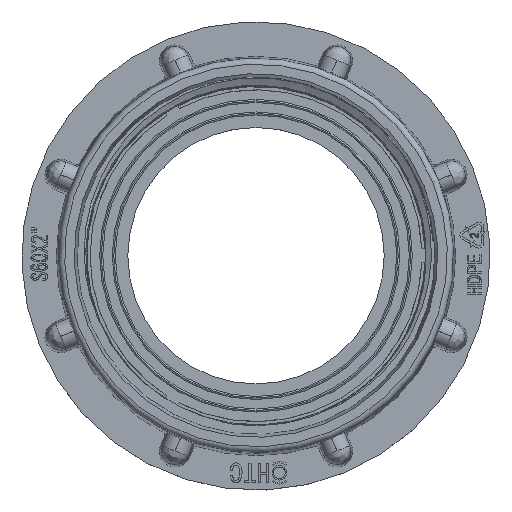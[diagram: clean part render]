
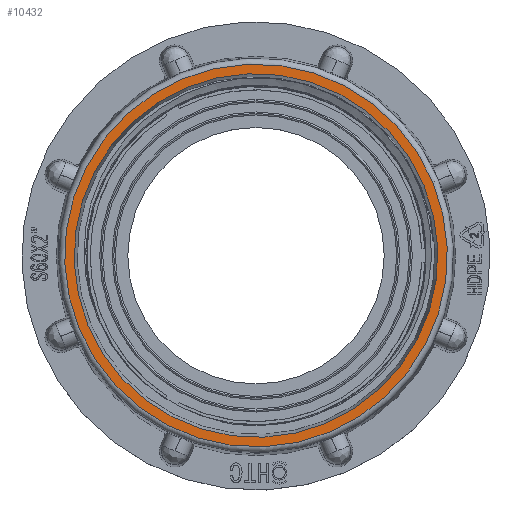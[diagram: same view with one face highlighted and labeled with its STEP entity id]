
A CAD part, top view. The second image highlights one B-rep face of the part: STEP entity #10432.
In plain terms, the highlighted planar face has unit normal (0, 0, 1).
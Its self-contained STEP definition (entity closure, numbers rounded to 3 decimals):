
#10432=ADVANCED_FACE('',(#11985,#11986),#11252,.F.);
#11252=PLANE('',#22913);
#11985=FACE_BOUND('',#12134,.T.);
#11986=FACE_BOUND('',#12135,.T.);
#12134=EDGE_LOOP('',(#13807));
#12135=EDGE_LOOP('',(#13808));
#13807=ORIENTED_EDGE('',*,*,#20071,.T.);
#13808=ORIENTED_EDGE('',*,*,#19965,.T.);
#18337=VERTEX_POINT('',#29451);
#18424=VERTEX_POINT('',#33434);
#19965=EDGE_CURVE('',#18337,#18337,#21817,.T.);
#20071=EDGE_CURVE('',#18424,#18424,#21833,.T.);
#21817=CIRCLE('',#22887,32.358);
#21833=CIRCLE('',#22912,30.747);
#22887=AXIS2_PLACEMENT_3D('',#29450,#24451,#24452);
#22912=AXIS2_PLACEMENT_3D('',#33433,#24505,#24506);
#22913=AXIS2_PLACEMENT_3D('',#33435,#24507,#24508);
#24451=DIRECTION('',(0.,0.,1.));
#24452=DIRECTION('',(-0.924,-0.383,0.));
#24505=DIRECTION('',(0.,0.,-1.));
#24506=DIRECTION('',(-0.924,-0.383,0.));
#24507=DIRECTION('',(0.,0.,-1.));
#24508=DIRECTION('',(0.924,0.383,0.));
#29450=CARTESIAN_POINT('',(0.,81.927,49.1));
#29451=CARTESIAN_POINT('',(-29.895,69.544,49.1));
#33433=CARTESIAN_POINT('',(0.,81.927,49.1));
#33434=CARTESIAN_POINT('',(-28.406,70.16,49.1));
#33435=CARTESIAN_POINT('',(0.,81.927,49.1));
